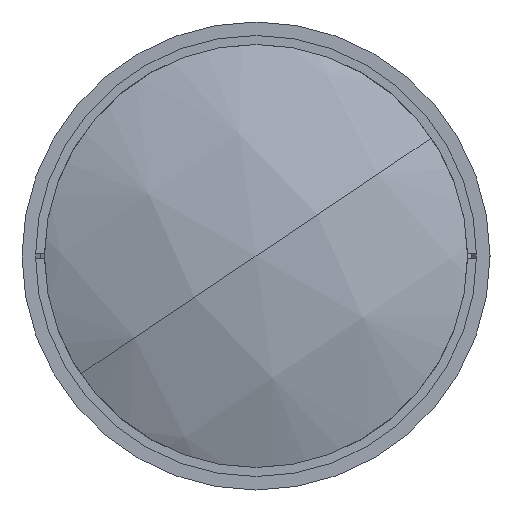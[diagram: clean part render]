
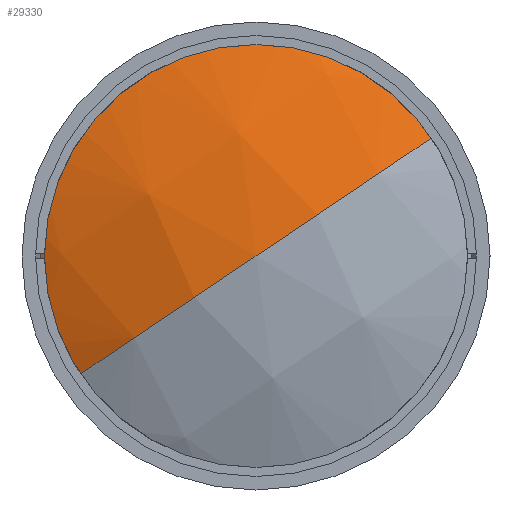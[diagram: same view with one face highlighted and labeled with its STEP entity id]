
A CAD part, left-side view. The second image highlights one B-rep face of the part: STEP entity #29330.
In plain terms, the highlighted spherical face has radius 114.92 mm.
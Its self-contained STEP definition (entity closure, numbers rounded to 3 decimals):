
#613 = AXIS2_PLACEMENT_3D ( 'NONE', #11281, #27655, #13641 ) ;
#659 = AXIS2_PLACEMENT_3D ( 'NONE', #2142, #9211, #16240 ) ;
#2142 = CARTESIAN_POINT ( 'NONE',  ( 116.92, 0., 0. ) ) ;
#2564 = DIRECTION ( 'NONE',  ( 0., -0.558, -0.83 ) ) ;
#4695 = EDGE_LOOP ( 'NONE', ( #9161, #11104, #20851 ) ) ;
#4820 = CIRCLE ( 'NONE', #613, 114.92 ) ;
#9161 = ORIENTED_EDGE ( 'NONE', *, *, #29517, .T. ) ;
#9211 = DIRECTION ( 'NONE',  ( 0., 0.558, 0.83 ) ) ;
#10407 = DIRECTION ( 'NONE',  ( -1., 0., 0. ) ) ;
#11104 = ORIENTED_EDGE ( 'NONE', *, *, #24691, .T. ) ;
#11281 = CARTESIAN_POINT ( 'NONE',  ( 116.92, 0., 0. ) ) ;
#11646 = AXIS2_PLACEMENT_3D ( 'NONE', #24374, #10407, #26767 ) ;
#12214 = CIRCLE ( 'NONE', #28786, 114.92 ) ;
#12716 = VERTEX_POINT ( 'NONE', #22234 ) ;
#12953 = CIRCLE ( 'NONE', #11646, 48. ) ;
#13641 = DIRECTION ( 'NONE',  ( 0., -0.83, 0.558 ) ) ;
#15140 = SPHERICAL_SURFACE ( 'NONE', #659, 114.92 ) ;
#16240 = DIRECTION ( 'NONE',  ( 0., -0.83, 0.558 ) ) ;
#16534 = EDGE_CURVE ( 'NONE', #12716, #20590, #12214, .T. ) ;
#16578 = CARTESIAN_POINT ( 'NONE',  ( 116.92, 0., 0. ) ) ;
#18926 = DIRECTION ( 'NONE',  ( 0., 0.83, -0.558 ) ) ;
#20590 = VERTEX_POINT ( 'NONE', #27177 ) ;
#20604 = FACE_OUTER_BOUND ( 'NONE', #4695, .T. ) ;
#20851 = ORIENTED_EDGE ( 'NONE', *, *, #16534, .F. ) ;
#21304 = CARTESIAN_POINT ( 'NONE',  ( 12.504, 39.828, -26.79 ) ) ;
#22234 = CARTESIAN_POINT ( 'NONE',  ( 12.504, -39.828, 26.79 ) ) ;
#24374 = CARTESIAN_POINT ( 'NONE',  ( 12.504, 0., 0. ) ) ;
#24691 = EDGE_CURVE ( 'NONE', #27732, #20590, #4820, .T. ) ;
#26767 = DIRECTION ( 'NONE',  ( 0., 0.558, 0.83 ) ) ;
#27177 = CARTESIAN_POINT ( 'NONE',  ( 2., 0., 0. ) ) ;
#27655 = DIRECTION ( 'NONE',  ( 0., 0.558, 0.83 ) ) ;
#27732 = VERTEX_POINT ( 'NONE', #21304 ) ;
#28786 = AXIS2_PLACEMENT_3D ( 'NONE', #16578, #2564, #18926 ) ;
#29330 = ADVANCED_FACE ( 'NONE', ( #20604 ), #15140, .T. ) ;
#29517 = EDGE_CURVE ( 'NONE', #12716, #27732, #12953, .T. ) ;
